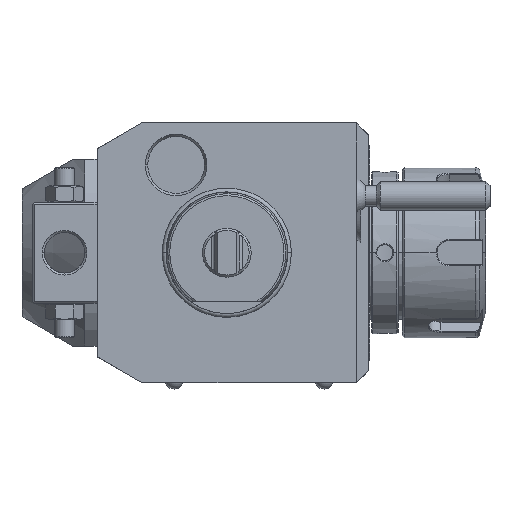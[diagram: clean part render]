
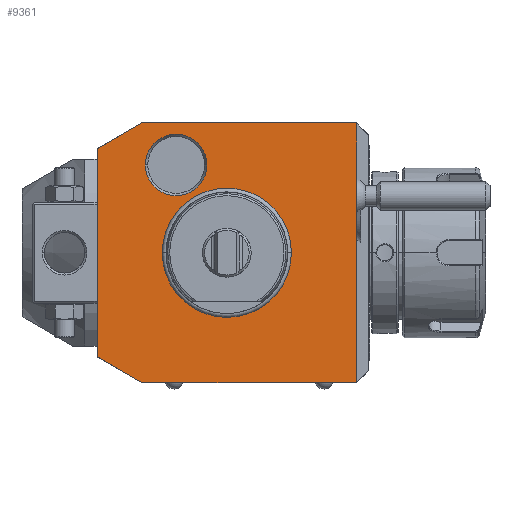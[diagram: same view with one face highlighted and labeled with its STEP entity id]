
A CAD part, front view. The second image highlights one B-rep face of the part: STEP entity #9361.
In plain terms, the highlighted planar face has unit normal (0, -1, 0).
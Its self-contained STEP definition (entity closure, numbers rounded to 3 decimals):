
#1=DIRECTION('',(-0.866,0.,-0.5));
#2=VECTOR('',#1,12.702);
#3=CARTESIAN_POINT('',(-21.,0.,32.));
#4=LINE('',#3,#2);
#5=DIRECTION('',(-1.,0.,0.));
#6=VECTOR('',#5,53.);
#7=CARTESIAN_POINT('',(32.,0.,32.));
#8=LINE('',#7,#6);
#9=DIRECTION('',(0.,0.,1.));
#10=VECTOR('',#9,64.);
#11=CARTESIAN_POINT('',(32.,0.,-32.));
#12=LINE('',#11,#10);
#13=DIRECTION('',(1.,0.,0.));
#14=VECTOR('',#13,53.);
#15=CARTESIAN_POINT('',(-21.,0.,-32.));
#16=LINE('',#15,#14);
#17=DIRECTION('',(0.866,0.,-0.5));
#18=VECTOR('',#17,12.702);
#19=CARTESIAN_POINT('',(-32.,0.,-25.649));
#20=LINE('',#19,#18);
#21=DIRECTION('',(0.,0.,-1.));
#22=VECTOR('',#21,51.298);
#23=CARTESIAN_POINT('',(-32.,0.,25.649));
#24=LINE('',#23,#22);
#25=CARTESIAN_POINT('',(-12.5,0.,21.651));
#26=DIRECTION('',(0.,1.,0.));
#27=DIRECTION('',(1.,0.,0.));
#28=AXIS2_PLACEMENT_3D('',#25,#26,#27);
#30=CARTESIAN_POINT('',(-12.5,0.,21.651));
#31=DIRECTION('',(0.,1.,0.));
#32=DIRECTION('',(-1.,0.,0.));
#33=AXIS2_PLACEMENT_3D('',#30,#31,#32);
#7138=CARTESIAN_POINT('',(0.,0.,0.));
#7139=DIRECTION('',(0.,-1.,0.));
#7140=DIRECTION('',(1.,0.,0.));
#7141=AXIS2_PLACEMENT_3D('',#7138,#7139,#7140);
#7143=CARTESIAN_POINT('',(0.,0.,0.));
#7144=DIRECTION('',(0.,-1.,0.));
#7145=DIRECTION('',(-1.,0.,0.));
#7146=AXIS2_PLACEMENT_3D('',#7143,#7144,#7145);
#8415=CARTESIAN_POINT('',(-4.923,0.,21.651));
#8416=CARTESIAN_POINT('',(-20.077,0.,21.651));
#8417=VERTEX_POINT('',#8415);
#8418=VERTEX_POINT('',#8416);
#9144=CARTESIAN_POINT('',(-21.,0.,32.));
#9145=CARTESIAN_POINT('',(-32.,0.,25.649));
#9146=VERTEX_POINT('',#9144);
#9147=VERTEX_POINT('',#9145);
#9148=CARTESIAN_POINT('',(-32.,0.,-25.649));
#9149=VERTEX_POINT('',#9148);
#9150=CARTESIAN_POINT('',(-21.,0.,-32.));
#9151=VERTEX_POINT('',#9150);
#9152=CARTESIAN_POINT('',(32.,0.,-32.));
#9153=VERTEX_POINT('',#9152);
#9154=CARTESIAN_POINT('',(32.,0.,32.));
#9155=VERTEX_POINT('',#9154);
#9208=CARTESIAN_POINT('',(15.783,0.,0.));
#9209=CARTESIAN_POINT('',(-15.783,0.,0.));
#9210=VERTEX_POINT('',#9208);
#9211=VERTEX_POINT('',#9209);
#9330=CARTESIAN_POINT('',(0.,0.,0.));
#9331=DIRECTION('',(0.,-1.,0.));
#9332=DIRECTION('',(-1.,0.,0.));
#9333=AXIS2_PLACEMENT_3D('',#9330,#9331,#9332);
#9334=PLANE('',#9333);
#9336=ORIENTED_EDGE('',*,*,#9335,.F.);
#9338=ORIENTED_EDGE('',*,*,#9337,.F.);
#9340=ORIENTED_EDGE('',*,*,#9339,.F.);
#9342=ORIENTED_EDGE('',*,*,#9341,.F.);
#9344=ORIENTED_EDGE('',*,*,#9343,.F.);
#9346=ORIENTED_EDGE('',*,*,#9345,.F.);
#9347=EDGE_LOOP('',(#9336,#9338,#9340,#9342,#9344,#9346));
#9348=FACE_OUTER_BOUND('',#9347,.F.);
#9350=ORIENTED_EDGE('',*,*,#9349,.T.);
#9352=ORIENTED_EDGE('',*,*,#9351,.T.);
#9353=EDGE_LOOP('',(#9350,#9352));
#9354=FACE_BOUND('',#9353,.F.);
#9356=ORIENTED_EDGE('',*,*,#9355,.F.);
#9358=ORIENTED_EDGE('',*,*,#9357,.F.);
#9359=EDGE_LOOP('',(#9356,#9358));
#9360=FACE_BOUND('',#9359,.F.);
#29=CIRCLE('',#28,7.577);
#34=CIRCLE('',#33,7.577);
#7142=CIRCLE('',#7141,15.783);
#7147=CIRCLE('',#7146,15.783);
#9335=EDGE_CURVE('',#9146,#9147,#4,.T.);
#9337=EDGE_CURVE('',#9155,#9146,#8,.T.);
#9339=EDGE_CURVE('',#9153,#9155,#12,.T.);
#9341=EDGE_CURVE('',#9151,#9153,#16,.T.);
#9343=EDGE_CURVE('',#9149,#9151,#20,.T.);
#9345=EDGE_CURVE('',#9147,#9149,#24,.T.);
#9349=EDGE_CURVE('',#9210,#9211,#7142,.T.);
#9351=EDGE_CURVE('',#9211,#9210,#7147,.T.);
#9355=EDGE_CURVE('',#8417,#8418,#29,.T.);
#9357=EDGE_CURVE('',#8418,#8417,#34,.T.);
#9361=ADVANCED_FACE('',(#9348,#9354,#9360),#9334,.T.);
